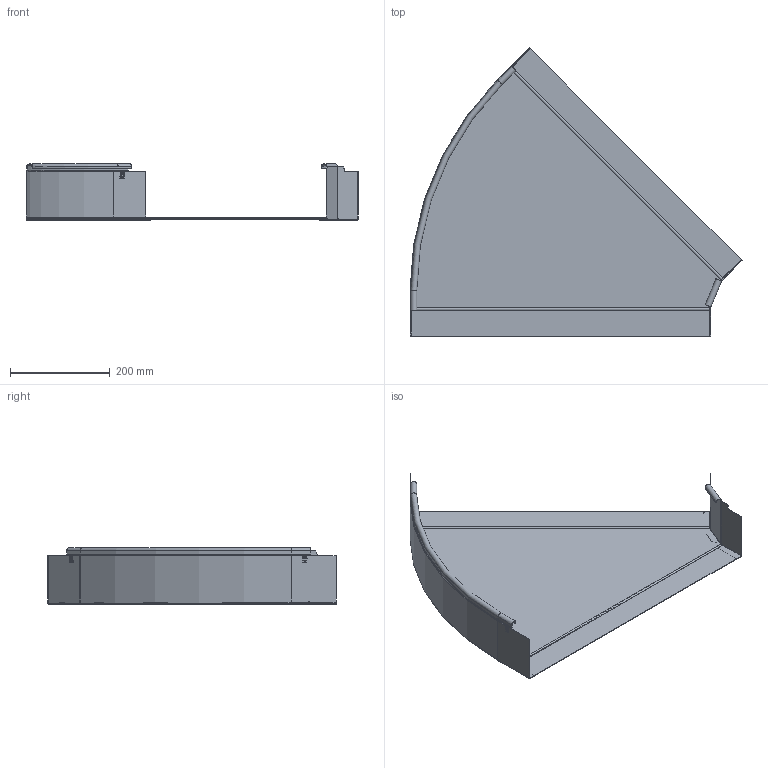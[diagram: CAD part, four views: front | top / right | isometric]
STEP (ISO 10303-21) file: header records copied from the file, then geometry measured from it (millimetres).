
FILE_DESCRIPTION((''),'2;1');
FILE_NAME('6041790_ASM','2014-05-07T',('AndreasKeweloh'),(''),'PRO/ENGINEER BY PARAMETRIC TECHNOLOGY CORPORATION, 2014000','PRO/ENGINEER BY PARAMETRIC TECHNOLOGY CORPORATION, 2014000','');
FILE_SCHEMA(('CONFIG_CONTROL_DESIGN'));
Length unit declared in the file: millimetre
Products named in the file (4): 6041790_BODENBLECH_600; 6041790_AUSSENHOM_160; 6041790_INNENHOLM_110; 6041790_ASM
Assembly tree (3 placements, depth 2):
  6041790_ASM
    6041790_BODENBLECH_600
    6041790_AUSSENHOM_160
    6041790_INNENHOLM_110
Bounding box: 666.23 x 578.23 x 113 mm (x, y, z)
Volume: 449451.7 mm3; surface area: 724492.3 mm2
Topology: 3 solids, 3 shells, 362 faces, 919 edges, 586 vertices
Faces by surface type: plane 233, cylinder 72, extrusion 43, torus 8, bspline 6
Entity records: 13053 total; most frequent: CARTESIAN_POINT 4338, ORIENTED_EDGE 1838, DIRECTION 1640, EDGE_CURVE 919, VECTOR 720, LINE 677, VERTEX_POINT 586, AXIS2_PLACEMENT_3D 460
